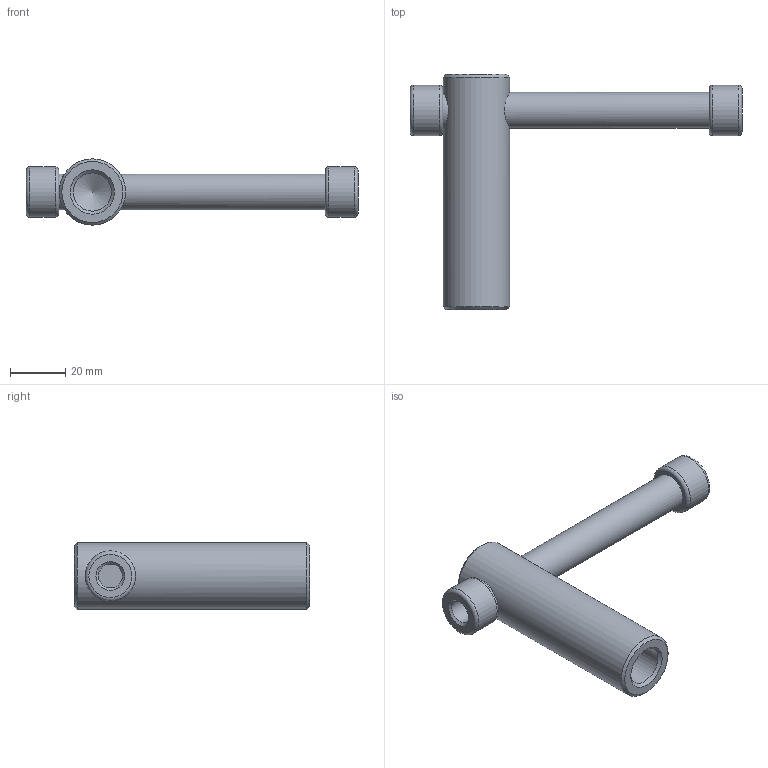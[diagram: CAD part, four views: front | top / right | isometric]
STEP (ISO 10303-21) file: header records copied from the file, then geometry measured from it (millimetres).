
FILE_DESCRIPTION( ( 'STEP AP214' ), '1' );
FILE_NAME( 'K0755.216__0_.stp', '2020-12-10T08:39:22', ( '' ), ( '' ), ' ', 'PARTsolutions', ' ' );
FILE_SCHEMA( ( 'AUTOMOTIVE_DESIGN { 1 0 10303 214 1 1 1 1 }' ) );
Length unit declared in the file: millimetre
Products named in the file (1): _K0755.216_(0)
Bounding box: 120 x 85 x 24 mm (x, y, z)
Volume: 45888.6 mm3; surface area: 14525.3 mm2
Topology: 1 solids, 1 shells, 26 faces, 44 edges, 26 vertices
Faces by surface type: cylinder 8, plane 8, cone 6, torus 4
Full cylindrical faces by diameter (mm): 8.667 x2, 13 x2, 13.835 x1, 18.2 x2, 24 x1
Entity records: 898 total; most frequent: CARTESIAN_POINT 240, DIRECTION 100, AXIS2_PLACEMENT_3D 50, EDGE_LOOP 50, ORIENTED_EDGE 50, FACE_OUTER_BOUND 38, STYLED_ITEM 26, PRESENTATION_STYLE_ASSIGNMENT 26
